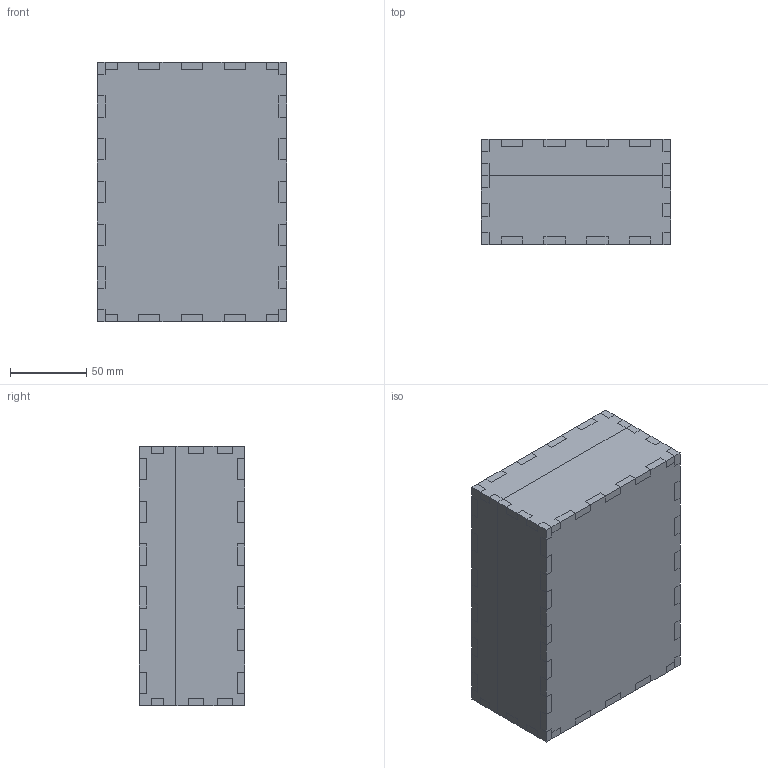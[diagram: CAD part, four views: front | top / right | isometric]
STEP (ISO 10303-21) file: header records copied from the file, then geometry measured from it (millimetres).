
FILE_DESCRIPTION(/* description */ (''),/* implementation_level */ '2;1');
FILE_NAME(/* name */ 'Box_Assy.stp',/* time_stamp */ '2018-10-13T12:05:53+02:00',/* author */ ('Juan'),/* organization */ (''),/* preprocessor_version */ 'ST-DEVELOPER v16.1',/* originating_system */ 'Autodesk Inventor 2016',/* authorisation */ '');
FILE_SCHEMA (('AUTOMOTIVE_DESIGN { 1 0 10303 214 3 1 1 }'));
Length unit declared in the file: millimetre
Products named in the file (9): Low_FB_Plate; Low_LR_Plate; Bottom_Plate; High_FB_Plate; High_LR_Plate; Top_Plate; Glass_Plate; Ring_Foam; Box_Assy
Assembly tree (12 placements, depth 2):
  Box_Assy
    Low_FB_Plate  x2
    Low_LR_Plate  x2
    Bottom_Plate
    High_FB_Plate  x2
    High_LR_Plate  x2
    Top_Plate
    Glass_Plate
    Ring_Foam
Bounding box: 124 x 69 x 170 mm (x, y, z)
Volume: 805474.5 mm3; surface area: 250310.4 mm2
Topology: 12 solids, 12 shells, 522 faces, 1494 edges, 996 vertices
Faces by surface type: plane 512, cylinder 10
Entity records: 12114 total; most frequent: CARTESIAN_POINT 2161, ORIENTED_EDGE 2124, DIRECTION 1864, EDGE_CURVE 1062, LINE 1042, VECTOR 1042, VERTEX_POINT 708, AXIS2_PLACEMENT_3D 411
